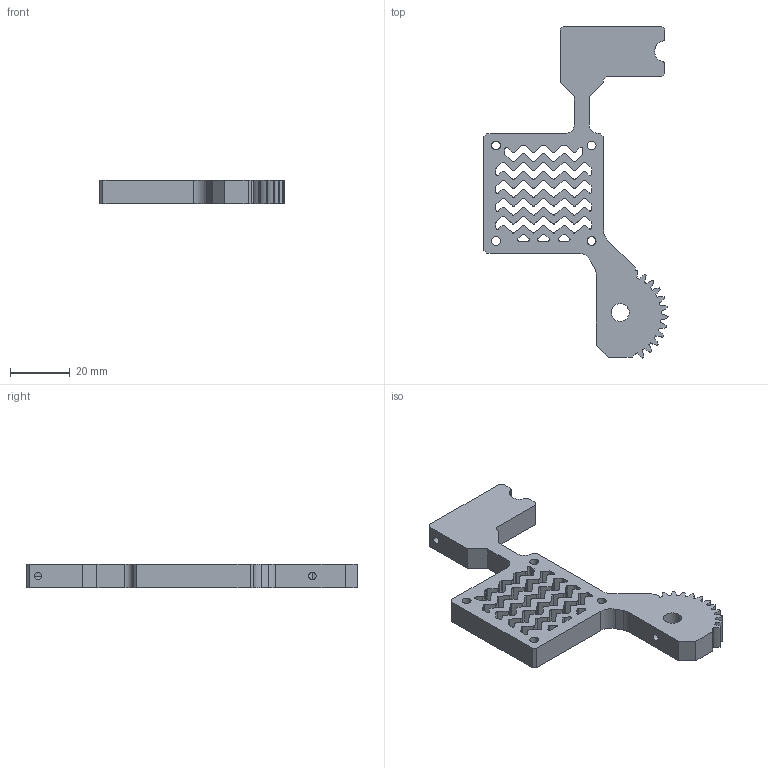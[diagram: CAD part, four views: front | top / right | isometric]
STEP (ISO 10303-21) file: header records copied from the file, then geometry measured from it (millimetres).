
FILE_DESCRIPTION (( 'STEP AP203' ), '1' );
FILE_NAME ('Clamp leftv2.STEP', '2020-04-01T09:29:08', ( '' ), ( '' ), 'SwSTEP 2.0', 'SolidWorks 2019', '' );
FILE_SCHEMA (( 'CONFIG_CONTROL_DESIGN' ));
Length unit declared in the file: millimetre
Products named in the file (1): Clamp leftv2
Bounding box: 61.6 x 111.13 x 8 mm (x, y, z)
Volume: 18767.6 mm3; surface area: 12790.8 mm2
Topology: 1 solids, 1 shells, 349 faces, 1038 edges, 690 vertices
Faces by surface type: cylinder 195, plane 154
Entity records: 12091 total; most frequent: CARTESIAN_POINT 2212, DIRECTION 2116, ORIENTED_EDGE 2076, EDGE_CURVE 1038, AXIS2_PLACEMENT_3D 734, VERTEX_POINT 690, VECTOR 648, LINE 648
